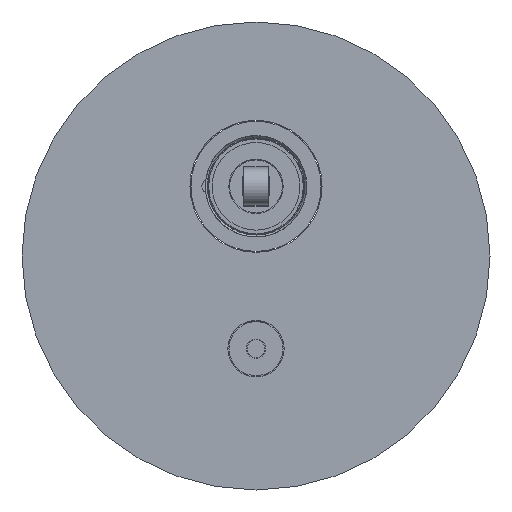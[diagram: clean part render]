
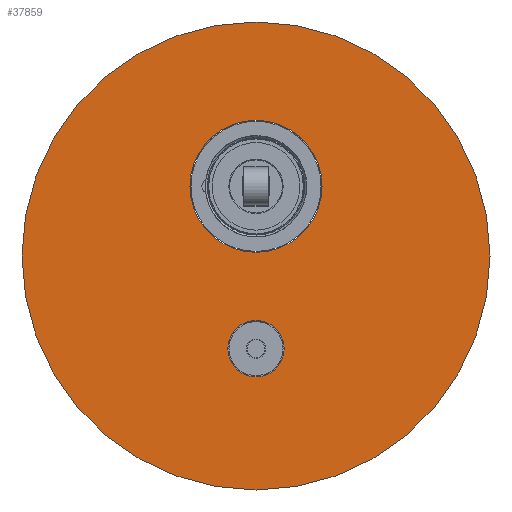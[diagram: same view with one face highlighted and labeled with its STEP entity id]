
A CAD part, front view. The second image highlights one B-rep face of the part: STEP entity #37859.
In plain terms, the highlighted planar face has unit normal (0, -1, 0).
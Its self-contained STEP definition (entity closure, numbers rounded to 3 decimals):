
#37728=CARTESIAN_POINT('',(0.,57.,-0.25));
#37729=DIRECTION('',(0.,1.,0.));
#37730=DIRECTION('',(1.,0.,0.));
#37731=AXIS2_PLACEMENT_3D('',#37728,#37729,#37730);
#37733=CARTESIAN_POINT('',(0.,57.,-0.25));
#37734=DIRECTION('',(0.,1.,0.));
#37735=DIRECTION('',(-1.,0.,0.));
#37736=AXIS2_PLACEMENT_3D('',#37733,#37734,#37735);
#37738=CARTESIAN_POINT('',(0.,57.,25.5));
#37739=DIRECTION('',(0.,-1.,0.));
#37740=DIRECTION('',(1.,0.,0.));
#37741=AXIS2_PLACEMENT_3D('',#37738,#37739,#37740);
#37743=CARTESIAN_POINT('',(0.,57.,25.5));
#37744=DIRECTION('',(0.,-1.,0.));
#37745=DIRECTION('',(-1.,0.,0.));
#37746=AXIS2_PLACEMENT_3D('',#37743,#37744,#37745);
#37748=CARTESIAN_POINT('',(0.,57.,-34.5));
#37749=DIRECTION('',(0.,-1.,0.));
#37750=DIRECTION('',(1.,0.,0.));
#37751=AXIS2_PLACEMENT_3D('',#37748,#37749,#37750);
#37753=CARTESIAN_POINT('',(0.,57.,-34.5));
#37754=DIRECTION('',(0.,-1.,0.));
#37755=DIRECTION('',(-1.,0.,0.));
#37756=AXIS2_PLACEMENT_3D('',#37753,#37754,#37755);
#37812=CARTESIAN_POINT('',(86.5,57.,-0.25));
#37813=CARTESIAN_POINT('',(-86.5,57.,-0.25));
#37814=VERTEX_POINT('',#37812);
#37815=VERTEX_POINT('',#37813);
#37820=CARTESIAN_POINT('',(24.4,57.,25.5));
#37821=CARTESIAN_POINT('',(-24.4,57.,25.5));
#37822=VERTEX_POINT('',#37820);
#37823=VERTEX_POINT('',#37821);
#37828=CARTESIAN_POINT('',(10.4,57.,-34.5));
#37829=CARTESIAN_POINT('',(-10.4,57.,-34.5));
#37830=VERTEX_POINT('',#37828);
#37831=VERTEX_POINT('',#37829);
#37836=CARTESIAN_POINT('',(0.,57.,-0.25));
#37837=DIRECTION('',(0.,1.,0.));
#37838=DIRECTION('',(1.,0.,0.));
#37839=AXIS2_PLACEMENT_3D('',#37836,#37837,#37838);
#37840=PLANE('',#37839);
#37842=ORIENTED_EDGE('',*,*,#37841,.T.);
#37844=ORIENTED_EDGE('',*,*,#37843,.T.);
#37845=EDGE_LOOP('',(#37842,#37844));
#37846=FACE_OUTER_BOUND('',#37845,.F.);
#37848=ORIENTED_EDGE('',*,*,#37847,.T.);
#37850=ORIENTED_EDGE('',*,*,#37849,.T.);
#37851=EDGE_LOOP('',(#37848,#37850));
#37852=FACE_BOUND('',#37851,.F.);
#37854=ORIENTED_EDGE('',*,*,#37853,.T.);
#37856=ORIENTED_EDGE('',*,*,#37855,.T.);
#37857=EDGE_LOOP('',(#37854,#37856));
#37858=FACE_BOUND('',#37857,.F.);
#37859=ADVANCED_FACE('',(#37846,#37852,#37858),#37840,.F.);
#37732=CIRCLE('',#37731,86.5);
#37737=CIRCLE('',#37736,86.5);
#37742=CIRCLE('',#37741,24.4);
#37747=CIRCLE('',#37746,24.4);
#37752=CIRCLE('',#37751,10.4);
#37757=CIRCLE('',#37756,10.4);
#37841=EDGE_CURVE('',#37814,#37815,#37732,.T.);
#37843=EDGE_CURVE('',#37815,#37814,#37737,.T.);
#37847=EDGE_CURVE('',#37822,#37823,#37742,.T.);
#37849=EDGE_CURVE('',#37823,#37822,#37747,.T.);
#37853=EDGE_CURVE('',#37830,#37831,#37752,.T.);
#37855=EDGE_CURVE('',#37831,#37830,#37757,.T.);
